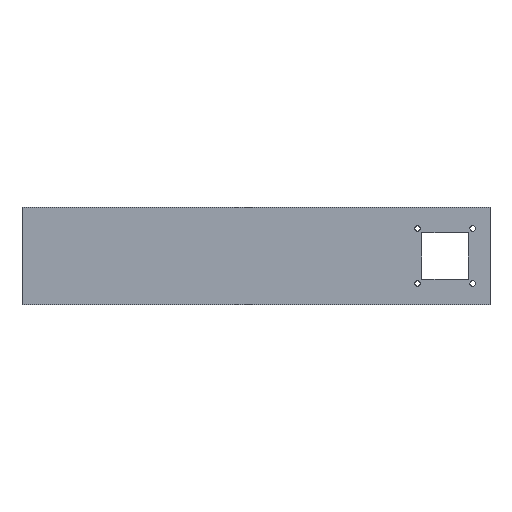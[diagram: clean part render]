
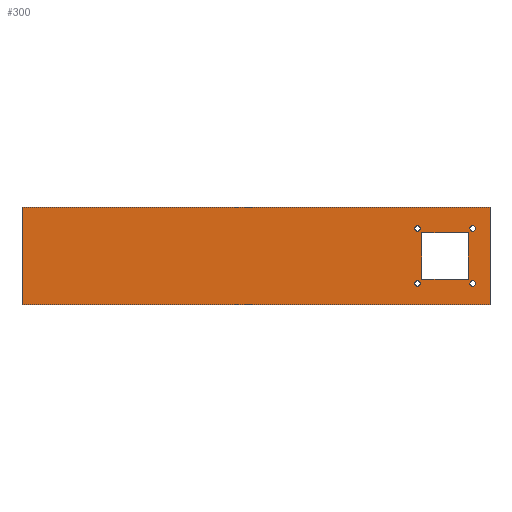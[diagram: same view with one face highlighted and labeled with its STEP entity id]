
A CAD part, top view. The second image highlights one B-rep face of the part: STEP entity #300.
In plain terms, the highlighted planar face has unit normal (0, 0, 1).
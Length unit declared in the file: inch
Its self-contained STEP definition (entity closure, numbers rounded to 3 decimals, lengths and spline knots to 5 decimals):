
#34=FACE_BOUND('',#87,.T.);
#35=FACE_BOUND('',#88,.T.);
#36=FACE_BOUND('',#89,.T.);
#37=FACE_BOUND('',#90,.T.);
#38=FACE_BOUND('',#91,.T.);
#45=CIRCLE('',#316,0.1005);
#47=CIRCLE('',#319,0.1005);
#49=CIRCLE('',#322,0.1005);
#51=CIRCLE('',#325,0.1005);
#68=FACE_OUTER_BOUND('',#86,.T.);
#86=EDGE_LOOP('',(#254,#255,#256,#257));
#87=EDGE_LOOP('',(#258,#259,#260,#261));
#88=EDGE_LOOP('',(#262));
#89=EDGE_LOOP('',(#263));
#90=EDGE_LOOP('',(#264));
#91=EDGE_LOOP('',(#265));
#100=LINE('',#416,#130);
#103=LINE('',#422,#133);
#106=LINE('',#428,#136);
#109=LINE('',#432,#139);
#112=LINE('',#460,#142);
#115=LINE('',#466,#145);
#118=LINE('',#472,#148);
#121=LINE('',#476,#151);
#130=VECTOR('',#338,0.3937);
#133=VECTOR('',#343,0.3937);
#136=VECTOR('',#348,0.3937);
#139=VECTOR('',#353,0.3937);
#142=VECTOR('',#382,0.3937);
#145=VECTOR('',#387,0.3937);
#148=VECTOR('',#392,0.3937);
#151=VECTOR('',#397,0.3937);
#160=VERTEX_POINT('',#413);
#161=VERTEX_POINT('',#415);
#163=VERTEX_POINT('',#421);
#165=VERTEX_POINT('',#427);
#167=VERTEX_POINT('',#436);
#169=VERTEX_POINT('',#441);
#171=VERTEX_POINT('',#446);
#173=VERTEX_POINT('',#451);
#176=VERTEX_POINT('',#457);
#177=VERTEX_POINT('',#459);
#179=VERTEX_POINT('',#465);
#181=VERTEX_POINT('',#471);
#184=EDGE_CURVE('',#161,#160,#100,.T.);
#187=EDGE_CURVE('',#163,#161,#103,.T.);
#190=EDGE_CURVE('',#165,#163,#106,.T.);
#193=EDGE_CURVE('',#160,#165,#109,.T.);
#195=EDGE_CURVE('',#167,#167,#45,.T.);
#197=EDGE_CURVE('',#169,#169,#47,.T.);
#199=EDGE_CURVE('',#171,#171,#49,.T.);
#201=EDGE_CURVE('',#173,#173,#51,.T.);
#204=EDGE_CURVE('',#177,#176,#112,.T.);
#207=EDGE_CURVE('',#179,#177,#115,.T.);
#210=EDGE_CURVE('',#181,#179,#118,.T.);
#213=EDGE_CURVE('',#176,#181,#121,.T.);
#254=ORIENTED_EDGE('',*,*,#213,.T.);
#255=ORIENTED_EDGE('',*,*,#210,.T.);
#256=ORIENTED_EDGE('',*,*,#207,.T.);
#257=ORIENTED_EDGE('',*,*,#204,.T.);
#258=ORIENTED_EDGE('',*,*,#190,.T.);
#259=ORIENTED_EDGE('',*,*,#187,.T.);
#260=ORIENTED_EDGE('',*,*,#184,.T.);
#261=ORIENTED_EDGE('',*,*,#193,.T.);
#262=ORIENTED_EDGE('',*,*,#195,.T.);
#263=ORIENTED_EDGE('',*,*,#197,.T.);
#264=ORIENTED_EDGE('',*,*,#199,.T.);
#265=ORIENTED_EDGE('',*,*,#201,.T.);
#286=PLANE('',#330);
#300=ADVANCED_FACE('',(#68,#34,#35,#36,#37,#38),#286,.T.);
#316=AXIS2_PLACEMENT_3D('',#437,#358,#359);
#319=AXIS2_PLACEMENT_3D('',#442,#364,#365);
#322=AXIS2_PLACEMENT_3D('',#447,#370,#371);
#325=AXIS2_PLACEMENT_3D('',#452,#376,#377);
#330=AXIS2_PLACEMENT_3D('',#477,#398,#399);
#338=DIRECTION('',(0.,1.,0.));
#343=DIRECTION('',(-1.,0.,0.));
#348=DIRECTION('',(0.,-1.,0.));
#353=DIRECTION('',(1.,0.,0.));
#358=DIRECTION('center_axis',(0.,0.,-1.));
#359=DIRECTION('ref_axis',(1.,0.,0.));
#364=DIRECTION('center_axis',(0.,0.,-1.));
#365=DIRECTION('ref_axis',(1.,0.,0.));
#370=DIRECTION('center_axis',(0.,0.,-1.));
#371=DIRECTION('ref_axis',(1.,0.,0.));
#376=DIRECTION('center_axis',(0.,0.,-1.));
#377=DIRECTION('ref_axis',(1.,0.,0.));
#382=DIRECTION('',(0.,-1.,0.));
#387=DIRECTION('',(-1.,0.,0.));
#392=DIRECTION('',(0.,1.,0.));
#397=DIRECTION('',(1.,0.,0.));
#398=DIRECTION('center_axis',(0.,0.,1.));
#399=DIRECTION('ref_axis',(1.,0.,0.));
#413=CARTESIAN_POINT('',(5.93,0.83,0.065));
#415=CARTESIAN_POINT('',(5.93,-0.83,0.065));
#416=CARTESIAN_POINT('',(5.93,-0.415,0.065));
#421=CARTESIAN_POINT('',(7.59,-0.83,0.065));
#422=CARTESIAN_POINT('',(3.795,-0.83,0.065));
#427=CARTESIAN_POINT('',(7.59,0.83,0.065));
#428=CARTESIAN_POINT('',(7.59,0.415,0.065));
#432=CARTESIAN_POINT('',(2.965,0.83,0.065));
#436=CARTESIAN_POINT('',(7.8455,-0.985,0.065));
#437=CARTESIAN_POINT('Origin',(7.745,-0.985,0.065));
#441=CARTESIAN_POINT('',(7.8455,0.985,0.065));
#442=CARTESIAN_POINT('Origin',(7.745,0.985,0.065));
#446=CARTESIAN_POINT('',(5.8755,0.985,0.065));
#447=CARTESIAN_POINT('Origin',(5.775,0.985,0.065));
#451=CARTESIAN_POINT('',(5.8755,-0.985,0.065));
#452=CARTESIAN_POINT('Origin',(5.775,-0.985,0.065));
#457=CARTESIAN_POINT('',(-8.365,-1.735,0.065));
#459=CARTESIAN_POINT('',(-8.365,1.735,0.065));
#460=CARTESIAN_POINT('',(-8.365,1.735,0.065));
#465=CARTESIAN_POINT('',(8.365,1.735,0.065));
#466=CARTESIAN_POINT('',(8.365,1.735,0.065));
#471=CARTESIAN_POINT('',(8.365,-1.735,0.065));
#472=CARTESIAN_POINT('',(8.365,-1.735,0.065));
#476=CARTESIAN_POINT('',(-8.365,-1.735,0.065));
#477=CARTESIAN_POINT('Origin',(0.,0.,0.065));
